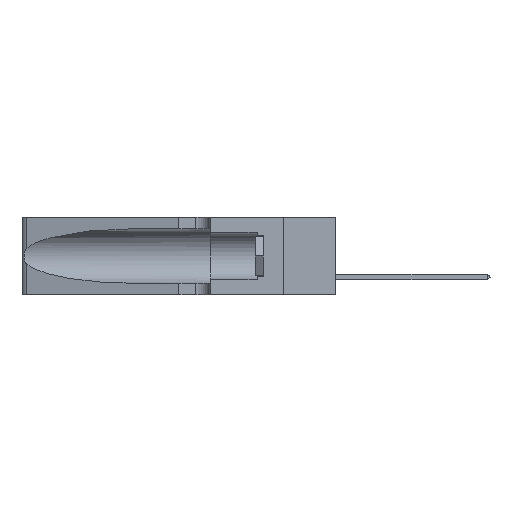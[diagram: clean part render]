
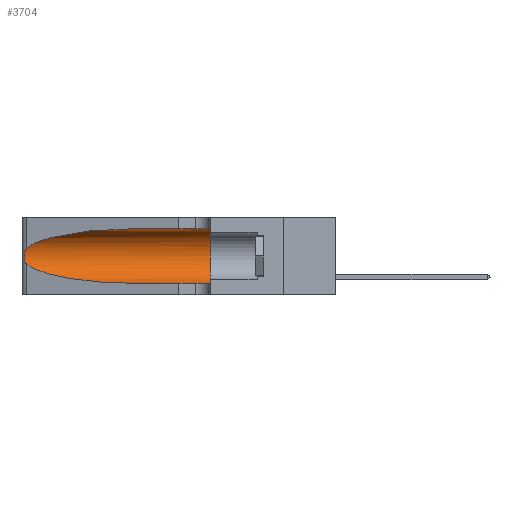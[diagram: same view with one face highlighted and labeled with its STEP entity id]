
A CAD part, left-side view. The second image highlights one B-rep face of the part: STEP entity #3704.
In plain terms, the highlighted cylindrical face has radius 3.308 mm (diameter 6.617 mm), a partial arc.
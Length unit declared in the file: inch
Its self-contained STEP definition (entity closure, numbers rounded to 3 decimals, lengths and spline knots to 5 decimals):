
#35 = ORIENTED_EDGE ( 'NONE', *, *, #37073, .T. ) ;
#141 = DIRECTION ( 'NONE',  ( 0., -1., 0. ) ) ;
#191 =( BOUNDED_CURVE ( )  B_SPLINE_CURVE ( 3, ( #1494, #10579, #1355, #4430 ),
 .UNSPECIFIED., .F., .F. ) 
 B_SPLINE_CURVE_WITH_KNOTS ( ( 4, 4 ),
 ( 3.44316, 4.71239 ),
 .UNSPECIFIED. ) 
 CURVE ( )  GEOMETRIC_REPRESENTATION_ITEM ( )  RATIONAL_B_SPLINE_CURVE ( ( 1., 0.87, 0.87, 1. ) ) 
 REPRESENTATION_ITEM ( '' )  );
#856 = CARTESIAN_POINT ( 'NONE',  ( 0.25487, 1.22718, 0.22369 ) ) ;
#878 = CARTESIAN_POINT ( 'NONE',  ( 0.25487, 1.22718, 0.22369 ) ) ;
#1145 = CARTESIAN_POINT ( 'NONE',  ( 0.25639, 1.23184, 0.21858 ) ) ;
#1355 = CARTESIAN_POINT ( 'NONE',  ( 0.18966, 0.96281, 0.05475 ) ) ;
#1494 = CARTESIAN_POINT ( 'NONE',  ( 0.25487, 1.22718, 0.14631 ) ) ;
#1953 = CARTESIAN_POINT ( 'NONE',  ( 0.25789, 1.23486, 0.15765 ) ) ;
#2013 = ORIENTED_EDGE ( 'NONE', *, *, #32474, .T. ) ;
#2422 = ORIENTED_EDGE ( 'NONE', *, *, #16199, .F. ) ;
#3704 = ADVANCED_FACE ( 'NONE', ( #18529 ), #38886, .F. ) ;
#3794 = CARTESIAN_POINT ( 'NONE',  ( 0.1305, 0.35, 0.31525 ) ) ;
#3970 = CARTESIAN_POINT ( 'NONE',  ( 0.25555, 1.22994, 0.2215 ) ) ;
#4225 = CARTESIAN_POINT ( 'NONE',  ( 0.26018, 1.23835, 0.19895 ) ) ;
#4316 = VERTEX_POINT ( 'NONE', #32650 ) ;
#4430 = CARTESIAN_POINT ( 'NONE',  ( 0.1305, 0.72297, 0.05475 ) ) ;
#4791 = LINE ( 'NONE', #32034, #35218 ) ;
#6140 = ORIENTED_EDGE ( 'NONE', *, *, #24782, .T. ) ;
#7036 = CARTESIAN_POINT ( 'NONE',  ( 0.25854, 1.2359, 0.20912 ) ) ;
#7297 = CARTESIAN_POINT ( 'NONE',  ( 0.25856, 1.23593, 0.16098 ) ) ;
#7903 = CIRCLE ( 'NONE', #27472, 0.13025 ) ;
#9133 = ORIENTED_EDGE ( 'NONE', *, *, #9261, .T. ) ;
#9261 = EDGE_CURVE ( 'NONE', #35093, #12201, #191, .T. ) ;
#9372 = CARTESIAN_POINT ( 'NONE',  ( 0.25487, 1.22718, 0.22369 ) ) ;
#10098 = CARTESIAN_POINT ( 'NONE',  ( 0.25555, 1.22993, 0.14849 ) ) ;
#10579 = CARTESIAN_POINT ( 'NONE',  ( 0.2373, 1.15595, 0.08982 ) ) ;
#10848 = DIRECTION ( 'NONE',  ( 0., 0., 1. ) ) ;
#11050 = CARTESIAN_POINT ( 'NONE',  ( 0.26075, 1.23896, 0.178 ) ) ;
#11502 = EDGE_LOOP ( 'NONE', ( #35, #6140, #9133, #2013, #2422, #18875 ) ) ;
#12201 = VERTEX_POINT ( 'NONE', #24205 ) ;
#12710 = CARTESIAN_POINT ( 'NONE',  ( 0.1305, 0.35, 0.05475 ) ) ;
#13558 = DIRECTION ( 'NONE',  ( 0., -1., 0. ) ) ;
#15833 = VECTOR ( 'NONE', #141, 39.37008 ) ;
#15871 = DIRECTION ( 'NONE',  ( 0., -1., 0. ) ) ;
#16199 = EDGE_CURVE ( 'NONE', #37734, #35487, #7903, .T. ) ;
#16335 = CARTESIAN_POINT ( 'NONE',  ( 0.25487, 1.22718, 0.14631 ) ) ;
#17605 = VERTEX_POINT ( 'NONE', #9372 ) ;
#18529 = FACE_OUTER_BOUND ( 'NONE', #11502, .T. ) ;
#18875 = ORIENTED_EDGE ( 'NONE', *, *, #31829, .F. ) ;
#18951 = AXIS2_PLACEMENT_3D ( 'NONE', #28316, #15871, #22242 ) ;
#22242 = DIRECTION ( 'NONE',  ( 0., 0., -1. ) ) ;
#22704 = CARTESIAN_POINT ( 'NONE',  ( 0.25787, 1.23484, 0.2124 ) ) ;
#24076 = LINE ( 'NONE', #24760, #15833 ) ;
#24205 = CARTESIAN_POINT ( 'NONE',  ( 0.1305, 0.72297, 0.05475 ) ) ;
#24760 = CARTESIAN_POINT ( 'NONE',  ( 0.1305, 1.61858, 0.05475 ) ) ;
#24782 = EDGE_CURVE ( 'NONE', #17605, #35093, #25885, .T. ) ;
#25807 = CARTESIAN_POINT ( 'NONE',  ( 0.26075, 1.23896, 0.19203 ) ) ;
#25885 = B_SPLINE_CURVE_WITH_KNOTS ( 'NONE', 3,
 ( #878, #3970, #1145, #22704, #7036, #4225, #25807, #11050, #35818, #7297, #1953, #28664, #10098, #16335 ),
 .UNSPECIFIED., .F., .F.,
 ( 4, 2, 2, 2, 2, 2, 4 ),
 ( 0., 0.00027, 0.00053, 0.00107, 0.0016, 0.00187, 0.00214 ),
 .UNSPECIFIED. ) ;
#27472 = AXIS2_PLACEMENT_3D ( 'NONE', #38722, #29394, #10848 ) ;
#28316 = CARTESIAN_POINT ( 'NONE',  ( 0.1305, 1.61858, 0.185 ) ) ;
#28664 = CARTESIAN_POINT ( 'NONE',  ( 0.25639, 1.23186, 0.15144 ) ) ;
#28885 = CARTESIAN_POINT ( 'NONE',  ( 0.2373, 1.15595, 0.28018 ) ) ;
#29394 = DIRECTION ( 'NONE',  ( 0., 1., 0. ) ) ;
#31829 = EDGE_CURVE ( 'NONE', #4316, #37734, #4791, .T. ) ;
#32034 = CARTESIAN_POINT ( 'NONE',  ( 0.1305, 1.61858, 0.31525 ) ) ;
#32474 = EDGE_CURVE ( 'NONE', #12201, #35487, #24076, .T. ) ;
#32650 = CARTESIAN_POINT ( 'NONE',  ( 0.1305, 0.72297, 0.31525 ) ) ;
#35089 = CARTESIAN_POINT ( 'NONE',  ( 0.1305, 0.72297, 0.31525 ) ) ;
#35093 = VERTEX_POINT ( 'NONE', #39205 ) ;
#35218 = VECTOR ( 'NONE', #13558, 39.37008 ) ;
#35487 = VERTEX_POINT ( 'NONE', #12710 ) ;
#35818 = CARTESIAN_POINT ( 'NONE',  ( 0.26017, 1.23833, 0.17102 ) ) ;
#37073 = EDGE_CURVE ( 'NONE', #4316, #17605, #38040, .T. ) ;
#37710 = CARTESIAN_POINT ( 'NONE',  ( 0.18966, 0.96281, 0.31525 ) ) ;
#37734 = VERTEX_POINT ( 'NONE', #3794 ) ;
#38040 =( BOUNDED_CURVE ( )  B_SPLINE_CURVE ( 3, ( #35089, #37710, #28885, #856 ),
 .UNSPECIFIED., .F., .F. ) 
 B_SPLINE_CURVE_WITH_KNOTS ( ( 4, 4 ),
 ( 1.5708, 2.84003 ),
 .UNSPECIFIED. ) 
 CURVE ( )  GEOMETRIC_REPRESENTATION_ITEM ( )  RATIONAL_B_SPLINE_CURVE ( ( 1., 0.87, 0.87, 1. ) ) 
 REPRESENTATION_ITEM ( '' )  );
#38722 = CARTESIAN_POINT ( 'NONE',  ( 0.1305, 0.35, 0.185 ) ) ;
#38886 = CYLINDRICAL_SURFACE ( 'NONE', #18951, 0.13025 ) ;
#39205 = CARTESIAN_POINT ( 'NONE',  ( 0.25487, 1.22718, 0.14631 ) ) ;
